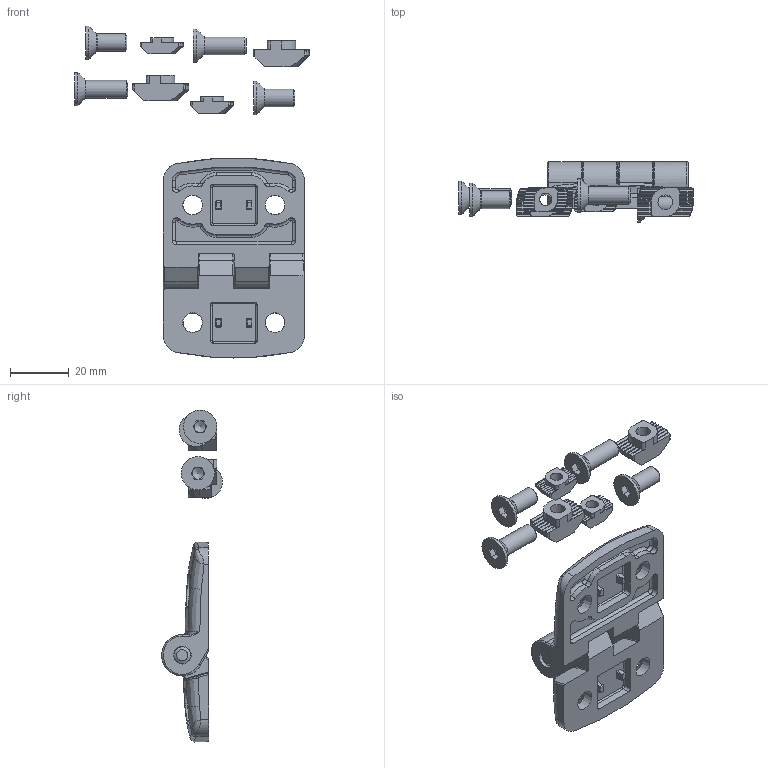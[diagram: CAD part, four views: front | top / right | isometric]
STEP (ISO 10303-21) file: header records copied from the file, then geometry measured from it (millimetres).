
FILE_DESCRIPTION(/* description */ (''),/* implementation_level */ '2;1');
FILE_NAME(/* name */ '1025807.stp',/* time_stamp */ '2024-07-24T09:03:22+02:00',/* author */ ('Bo'),/* organization */ (''),/* preprocessor_version */ 'ST-DEVELOPER v20',/* originating_system */ 'Autodesk Inventor 2025',/* authorisation */ '');
FILE_SCHEMA (('AUTOMOTIVE_DESIGN { 1 0 10303 214 3 1 1 }'));
Length unit declared in the file: millimetre
Products named in the file (12): 1025807; 1025807-1; 1025807-2; 1025807-3; 1025807-4; 1025807-5; 1025807-6; 1025807-7; 1025807-8; 1025807-9; 1025807-10; 1025807-11
Assembly tree (11 placements, depth 2):
  1025807
    1025807-1
    1025807-2
    1025807-3
    1025807-4
    1025807-5
    1025807-6
    1025807-7
    1025807-8
    1025807-9
    1025807-10
    1025807-11
Bounding box: 79.75 x 20.59 x 112.89 mm (x, y, z)
Volume: 25518.5 mm3; surface area: 17339.4 mm2
Topology: 11 solids, 11 shells, 876 faces, 2271 edges, 1410 vertices
Faces by surface type: plane 446, cylinder 260, bspline 100, cone 39, torus 31
Full cylindrical faces by diameter (mm): 4.2 x2, 5 x2, 6 x7, 7.6 x4, 11.34 x4, 13 x2
Entity records: 33357 total; most frequent: CARTESIAN_POINT 11811, ORIENTED_EDGE 4508, DIRECTION 4460, EDGE_CURVE 2254, AXIS2_PLACEMENT_3D 1683, VERTEX_POINT 1410, LINE 1094, VECTOR 1094
